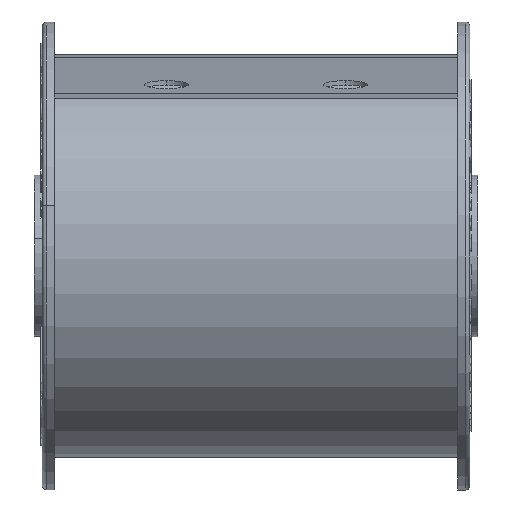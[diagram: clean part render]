
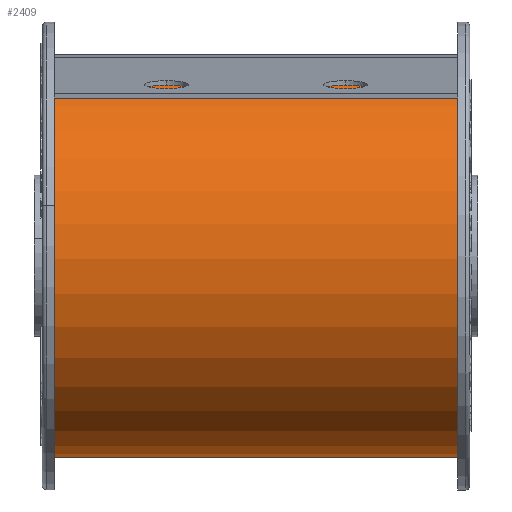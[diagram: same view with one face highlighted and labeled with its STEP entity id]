
A CAD part, left-side view. The second image highlights one B-rep face of the part: STEP entity #2409.
In plain terms, the highlighted cylindrical face has radius 24.675 mm (diameter 49.35 mm), a partial arc.
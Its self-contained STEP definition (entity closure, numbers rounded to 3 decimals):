
#1031 = CARTESIAN_POINT ( 'NONE',  ( -24.95, 50., 0. ) ) ;
#1793 = CIRCLE ( 'NONE', #17319, 24.675 ) ;
#2120 = EDGE_CURVE ( 'NONE', #13071, #2726, #17472, .T. ) ;
#2409 = ADVANCED_FACE ( 'NONE', ( #15364 ), #22602, .T. ) ;
#2726 = VERTEX_POINT ( 'NONE', #2869 ) ;
#2869 = CARTESIAN_POINT ( 'NONE',  ( 24.4, 0., 0. ) ) ;
#4223 = DIRECTION ( 'NONE',  ( 0., -1., 0. ) ) ;
#4581 = CARTESIAN_POINT ( 'NONE',  ( -0.275, 50., 0. ) ) ;
#5123 = VERTEX_POINT ( 'NONE', #22345 ) ;
#6311 = EDGE_CURVE ( 'NONE', #13071, #19893, #19664, .T. ) ;
#7048 = CARTESIAN_POINT ( 'NONE',  ( -0.275, 50., 0. ) ) ;
#9949 = EDGE_LOOP ( 'NONE', ( #10061, #14267, #21012, #15859 ) ) ;
#10061 = ORIENTED_EDGE ( 'NONE', *, *, #22531, .F. ) ;
#10223 = CARTESIAN_POINT ( 'NONE',  ( -24.95, 50., 0. ) ) ;
#10487 = DIRECTION ( 'NONE',  ( 1., 0., 0. ) ) ;
#10926 = AXIS2_PLACEMENT_3D ( 'NONE', #7048, #12280, #10487 ) ;
#11735 = AXIS2_PLACEMENT_3D ( 'NONE', #4581, #4223, #15252 ) ;
#12124 = LINE ( 'NONE', #10223, #20874 ) ;
#12280 = DIRECTION ( 'NONE',  ( 0., -1., 0. ) ) ;
#13071 = VERTEX_POINT ( 'NONE', #13641 ) ;
#13517 = DIRECTION ( 'NONE',  ( 0., -1., 0. ) ) ;
#13641 = CARTESIAN_POINT ( 'NONE',  ( 24.4, 50., 0. ) ) ;
#14267 = ORIENTED_EDGE ( 'NONE', *, *, #2120, .F. ) ;
#14972 = CARTESIAN_POINT ( 'NONE',  ( -0.275, 0., 0. ) ) ;
#15252 = DIRECTION ( 'NONE',  ( 0., 0., -1. ) ) ;
#15364 = FACE_OUTER_BOUND ( 'NONE', #9949, .T. ) ;
#15572 = CARTESIAN_POINT ( 'NONE',  ( 24.4, 50., 0. ) ) ;
#15859 = ORIENTED_EDGE ( 'NONE', *, *, #20684, .T. ) ;
#17319 = AXIS2_PLACEMENT_3D ( 'NONE', #14972, #13517, #17782 ) ;
#17472 = LINE ( 'NONE', #15572, #21203 ) ;
#17782 = DIRECTION ( 'NONE',  ( 1., 0., 0. ) ) ;
#19152 = DIRECTION ( 'NONE',  ( 0., -1., 0. ) ) ;
#19664 = CIRCLE ( 'NONE', #10926, 24.675 ) ;
#19893 = VERTEX_POINT ( 'NONE', #1031 ) ;
#20684 = EDGE_CURVE ( 'NONE', #19893, #5123, #12124, .T. ) ;
#20874 = VECTOR ( 'NONE', #23379, 1000. ) ;
#21012 = ORIENTED_EDGE ( 'NONE', *, *, #6311, .T. ) ;
#21203 = VECTOR ( 'NONE', #19152, 1000. ) ;
#22345 = CARTESIAN_POINT ( 'NONE',  ( -24.95, 0., 0. ) ) ;
#22531 = EDGE_CURVE ( 'NONE', #2726, #5123, #1793, .T. ) ;
#22602 = CYLINDRICAL_SURFACE ( 'NONE', #11735, 24.675 ) ;
#23379 = DIRECTION ( 'NONE',  ( 0., -1., 0. ) ) ;
